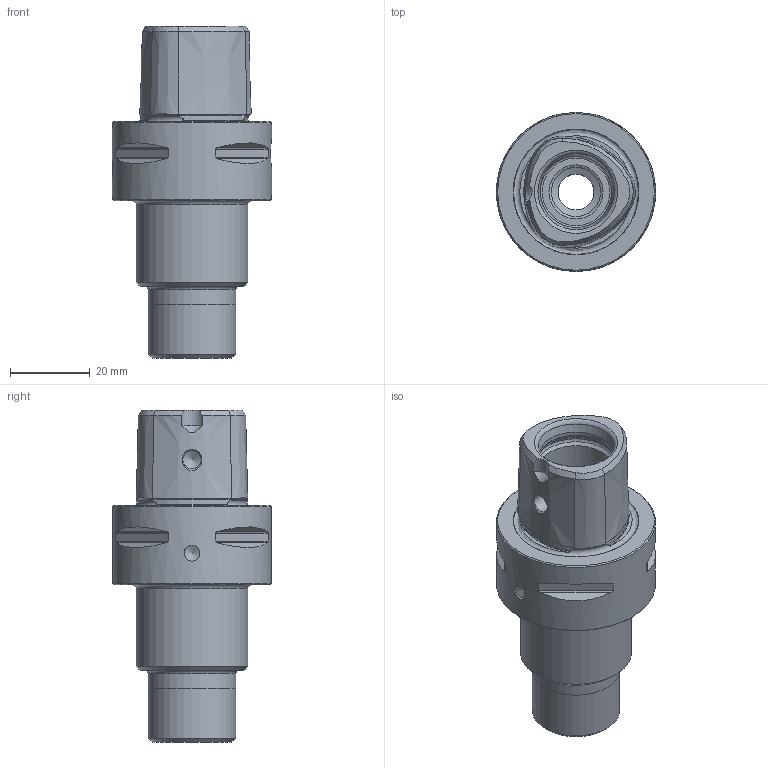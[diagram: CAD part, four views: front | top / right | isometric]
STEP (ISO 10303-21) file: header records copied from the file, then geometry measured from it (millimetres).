
FILE_DESCRIPTION(/* description */ (''),/* implementation_level */ '2;1');
FILE_NAME(/* name */ '280411630.stp',/* time_stamp */ '2021-01-08T12:38:20',/* author */ ('LRA'),/* organization */ ('REGO-FIX'),/* preprocessor_version */ ' Unknown',/* originating_system */ 'SIEMENS PLM Software Solid Edge ST10',/* authorization */ 'Unknown');
FILE_SCHEMA (('AUTOMOTIVE_DESIGN { 1 0 10303 214 2 1 1}'));
Length unit declared in the file: millimetre
Products named in the file (1): NOCUT
Bounding box: 40 x 40 x 83.5 mm (x, y, z)
Volume: 47368 mm3; surface area: 13167.6 mm2
Topology: 1 solids, 1 shells, 109 faces, 272 edges, 170 vertices
Faces by surface type: cone 57, cylinder 23, plane 21, torus 8
Full cylindrical faces by diameter (mm): 4 x1, 4.6 x2, 9 x1, 10.5 x1, 12.376 x2, 18 x2, 20 x1, 22 x2, 28 x1, 40 x1
Entity records: 3828 total; most frequent: CARTESIAN_POINT 770, DIRECTION 468, ORIENTED_EDGE 424, EDGE_CURVE 212, AXIS2_PLACEMENT_3D 210, FACE_BOUND 160, EDGE_LOOP 157, VERTEX_POINT 152
